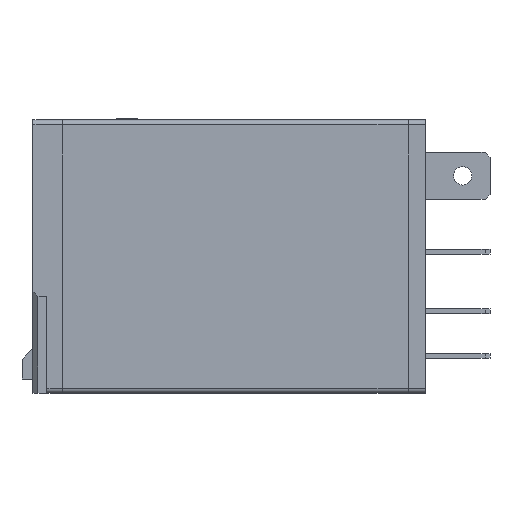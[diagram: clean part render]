
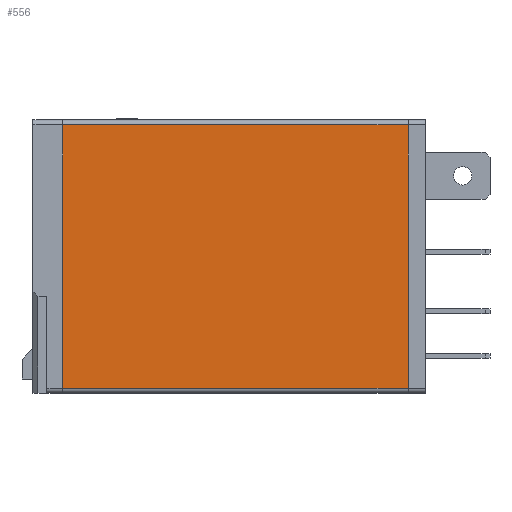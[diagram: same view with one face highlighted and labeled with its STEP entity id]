
A CAD part, left-side view. The second image highlights one B-rep face of the part: STEP entity #556.
In plain terms, the highlighted planar face has unit normal (-1, 0, 0).
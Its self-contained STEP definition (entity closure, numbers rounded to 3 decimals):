
#514 = VERTEX_POINT ( 'NONE', #1684 ) ;
#556 = ADVANCED_FACE ( 'NONE', ( #4118 ), #4970, .F. ) ;
#945 = VECTOR ( 'NONE', #3296, 1000. ) ;
#1632 = VECTOR ( 'NONE', #5893, 1000. ) ;
#1684 = CARTESIAN_POINT ( 'NONE',  ( -20.375, 34.75, 13.25 ) ) ;
#1690 = CARTESIAN_POINT ( 'NONE',  ( -20.375, 34.75, -13.25 ) ) ;
#1762 = CARTESIAN_POINT ( 'NONE',  ( -20.375, 0., 13.25 ) ) ;
#2079 = ORIENTED_EDGE ( 'NONE', *, *, #13432, .T. ) ;
#2243 = ORIENTED_EDGE ( 'NONE', *, *, #10637, .T. ) ;
#3296 = DIRECTION ( 'NONE',  ( 0., -1., 0. ) ) ;
#3442 = VERTEX_POINT ( 'NONE', #7478 ) ;
#3880 = AXIS2_PLACEMENT_3D ( 'NONE', #9480, #10894, #3981 ) ;
#3981 = DIRECTION ( 'NONE',  ( 0., 0., -1. ) ) ;
#4118 = FACE_OUTER_BOUND ( 'NONE', #10098, .T. ) ;
#4970 = PLANE ( 'NONE',  #3880 ) ;
#5708 = VECTOR ( 'NONE', #12913, 1000. ) ;
#5893 = DIRECTION ( 'NONE',  ( 0., 0., 1. ) ) ;
#6595 = ORIENTED_EDGE ( 'NONE', *, *, #12674, .F. ) ;
#6935 = DIRECTION ( 'NONE',  ( 0., -1., 0. ) ) ;
#7478 = CARTESIAN_POINT ( 'NONE',  ( -20.375, 34.75, -13.25 ) ) ;
#9090 = LINE ( 'NONE', #14754, #12755 ) ;
#9480 = CARTESIAN_POINT ( 'NONE',  ( -20.375, 34.75, 13.25 ) ) ;
#10098 = EDGE_LOOP ( 'NONE', ( #2079, #6595, #13419, #2243 ) ) ;
#10166 = LINE ( 'NONE', #15272, #1632 ) ;
#10345 = CARTESIAN_POINT ( 'NONE',  ( -20.375, 0., 13.25 ) ) ;
#10637 = EDGE_CURVE ( 'NONE', #3442, #17221, #17637, .T. ) ;
#10894 = DIRECTION ( 'NONE',  ( 1., 0., 0. ) ) ;
#12674 = EDGE_CURVE ( 'NONE', #514, #15957, #9090, .T. ) ;
#12755 = VECTOR ( 'NONE', #6935, 1000. ) ;
#12913 = DIRECTION ( 'NONE',  ( 0., 0., 1. ) ) ;
#13212 = CARTESIAN_POINT ( 'NONE',  ( -20.375, 0., -13.25 ) ) ;
#13419 = ORIENTED_EDGE ( 'NONE', *, *, #14582, .F. ) ;
#13432 = EDGE_CURVE ( 'NONE', #17221, #15957, #17643, .T. ) ;
#14582 = EDGE_CURVE ( 'NONE', #3442, #514, #10166, .T. ) ;
#14754 = CARTESIAN_POINT ( 'NONE',  ( -20.375, 34.75, 13.25 ) ) ;
#15272 = CARTESIAN_POINT ( 'NONE',  ( -20.375, 34.75, 13.25 ) ) ;
#15957 = VERTEX_POINT ( 'NONE', #10345 ) ;
#17221 = VERTEX_POINT ( 'NONE', #13212 ) ;
#17637 = LINE ( 'NONE', #1690, #945 ) ;
#17643 = LINE ( 'NONE', #1762, #5708 ) ;
